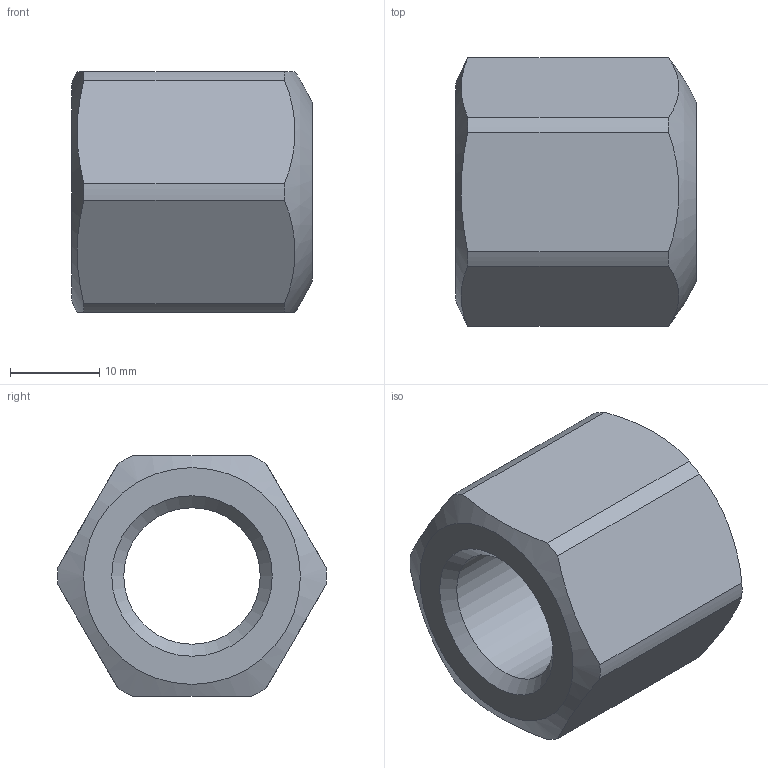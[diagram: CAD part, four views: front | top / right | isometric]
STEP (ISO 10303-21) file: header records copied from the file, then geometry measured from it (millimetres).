
FILE_DESCRIPTION( ( 'STEP AP214' ), '1' );
FILE_NAME( 'AMF82420.stp', '2021-04-13T12:26:57', ( 'License CC BY-ND 4.0' ), ( 'CADENAS' ), ' ', 'PARTsolutions', ' ' );
FILE_SCHEMA( ( 'AUTOMOTIVE_DESIGN { 1 0 10303 214 1 1 1 1 }' ) );
Length unit declared in the file: millimetre
Products named in the file (1): _AMF82420
Bounding box: 27 x 30.13 x 27 mm (x, y, z)
Volume: 11447.6 mm3; surface area: 4351.9 mm2
Topology: 1 solids, 1 shells, 19 faces, 49 edges, 32 vertices
Faces by surface type: plane 8, cylinder 7, cone 3, sphere 1
Full cylindrical faces by diameter (mm): 15.294 x1
Entity records: 778 total; most frequent: CARTESIAN_POINT 162, DIRECTION 100, ORIENTED_EDGE 84, AXIS2_PLACEMENT_3D 44, EDGE_CURVE 42, VERTEX_POINT 30, EDGE_LOOP 26, CIRCLE 24
